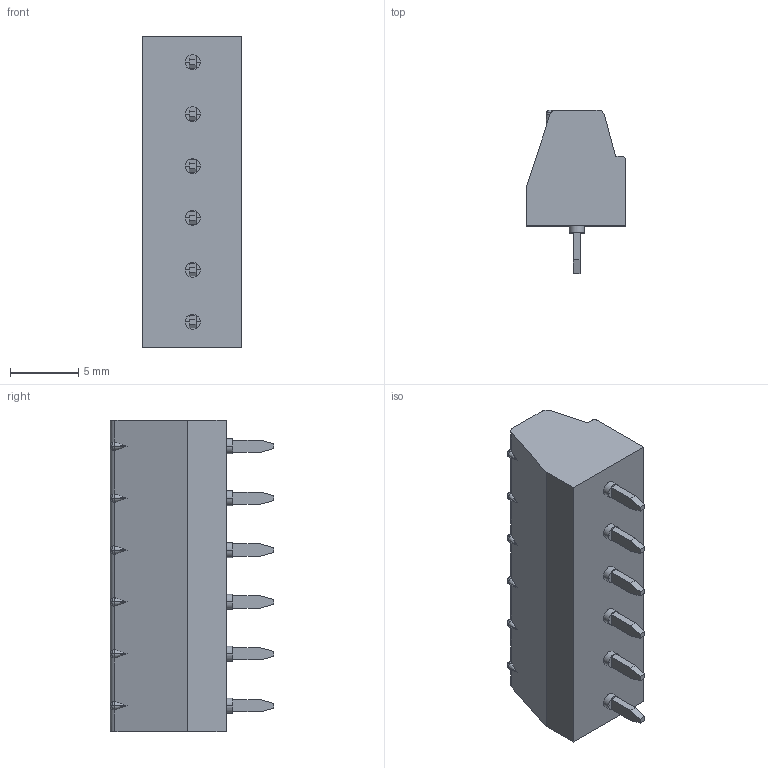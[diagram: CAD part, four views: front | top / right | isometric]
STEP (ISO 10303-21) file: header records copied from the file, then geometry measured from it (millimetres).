
FILE_DESCRIPTION(('STEP AP214'),'1');
FILE_NAME('1727052.stp','2019-06-24T14:42:13',('TraceParts'),('TraceParts S.A.'),'Spatial InterOp 3D',' ',' ');
FILE_SCHEMA(('AUTOMOTIVE_DESIGN { 1 0 10303 214 1 1 1 1 }'));
Length unit declared in the file: millimetre
Products named in the file (1): 1727052
Bounding box: 7.3 x 12 x 22.86 mm (x, y, z)
Volume: 1113.1 mm3; surface area: 1046 mm2
Topology: 1 solids, 1 shells, 369 faces, 951 edges, 588 vertices
Faces by surface type: plane 254, cylinder 79, torus 24, cone 12
Entity records: 14727 total; most frequent: CARTESIAN_POINT 2731, DIRECTION 1915, ORIENTED_EDGE 1854, EDGE_CURVE 927, AXIS2_PLACEMENT_3D 642, LINE 631, VECTOR 631, VERTEX_POINT 588
